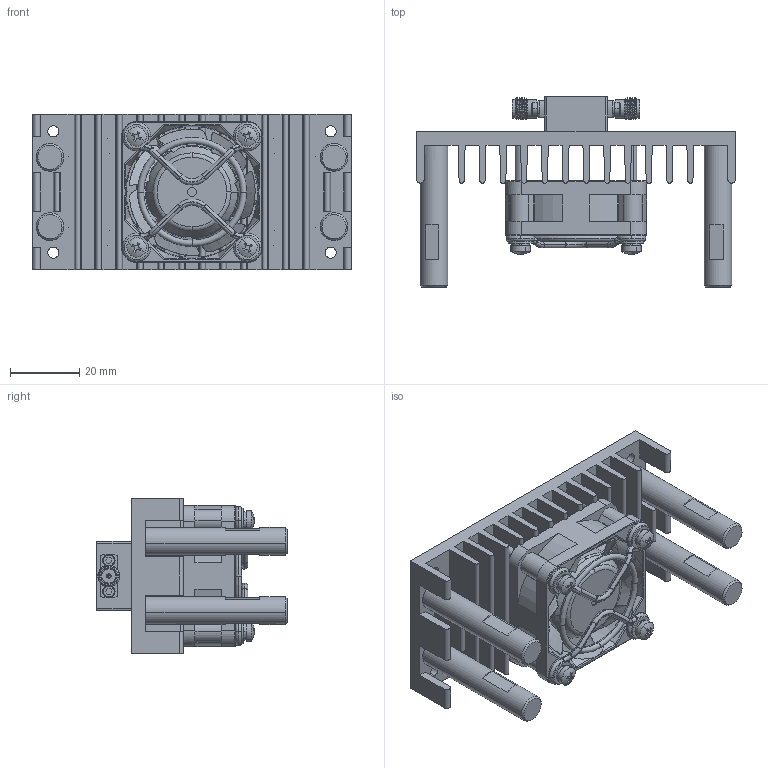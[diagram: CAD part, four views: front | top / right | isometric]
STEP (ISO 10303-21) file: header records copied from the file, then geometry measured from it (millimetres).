
FILE_DESCRIPTION (( 'STEP AP214' ), '1' );
FILE_NAME ('FMLM2016_3D.step', '2025-04-09T15:13:11', ( '' ), ( '' ), 'SwSTEP 2.0', 'SolidWorks 2022', '' );
FILE_SCHEMA (( 'AUTOMOTIVE_DESIGN' ));
Length unit declared in the file: millimetre
Products named in the file (1): FMLM2016_3D
Bounding box: 92 x 55 x 45 mm (x, y, z)
Volume: 51302.6 mm3; surface area: 45303 mm2
Topology: 10 solids, 16 shells, 1605 faces, 4265 edges, 2653 vertices
Faces by surface type: cylinder 643, plane 502, cone 213, torus 135, bspline 104, sphere 8
Entity records: 56389 total; most frequent: CARTESIAN_POINT 17606, ORIENTED_EDGE 8378, DIRECTION 7814, EDGE_CURVE 4189, AXIS2_PLACEMENT_3D 3000, VERTEX_POINT 2653, EDGE_LOOP 1834, VECTOR 1814
